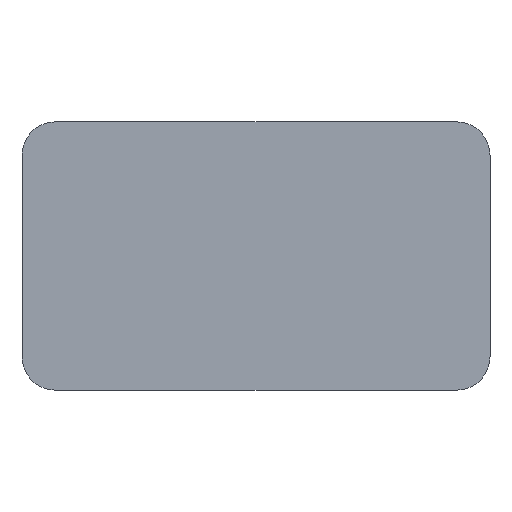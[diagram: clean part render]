
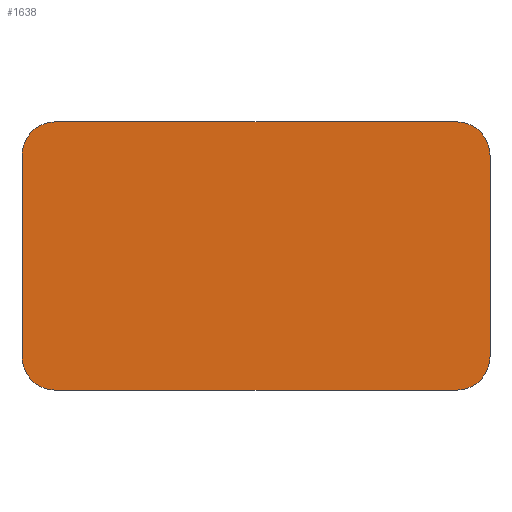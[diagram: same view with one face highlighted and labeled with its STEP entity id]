
A CAD part, front view. The second image highlights one B-rep face of the part: STEP entity #1638.
In plain terms, the highlighted planar face has unit normal (0, -1, 0).
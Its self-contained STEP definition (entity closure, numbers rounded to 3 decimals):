
#5 = VERTEX_POINT ( 'NONE', #1592 ) ;
#15 = EDGE_CURVE ( 'NONE', #5430, #3260, #2390, .T. ) ;
#36 = VECTOR ( 'NONE', #4496, 1000. ) ;
#95 = EDGE_CURVE ( 'NONE', #1510, #3260, #4638, .T. ) ;
#157 = LINE ( 'NONE', #5392, #5600 ) ;
#197 = LINE ( 'NONE', #5730, #4400 ) ;
#281 = CARTESIAN_POINT ( 'NONE',  ( -13.7, -7.412, -6. ) ) ;
#362 = VERTEX_POINT ( 'NONE', #2547 ) ;
#402 = DIRECTION ( 'NONE',  ( 0., -1., 0. ) ) ;
#628 = EDGE_CURVE ( 'NONE', #5430, #1428, #3868, .T. ) ;
#804 = CIRCLE ( 'NONE', #3625, 2. ) ;
#853 = ORIENTED_EDGE ( 'NONE', *, *, #15, .F. ) ;
#925 = DIRECTION ( 'NONE',  ( 1., 0., 0. ) ) ;
#1012 = AXIS2_PLACEMENT_3D ( 'NONE', #2144, #2623, #5987 ) ;
#1058 = ORIENTED_EDGE ( 'NONE', *, *, #2213, .T. ) ;
#1191 = DIRECTION ( 'NONE',  ( 0., -1., 0. ) ) ;
#1277 = EDGE_LOOP ( 'NONE', ( #5515, #4981, #3007, #3137, #853, #6031, #1058, #3653 ) ) ;
#1428 = VERTEX_POINT ( 'NONE', #4629 ) ;
#1510 = VERTEX_POINT ( 'NONE', #2266 ) ;
#1592 = CARTESIAN_POINT ( 'NONE',  ( -15.7, -7.412, -6. ) ) ;
#1638 = ADVANCED_FACE ( 'NONE', ( #1916 ), #4237, .F. ) ;
#1825 = DIRECTION ( 'NONE',  ( 0., 0., 1. ) ) ;
#1916 = FACE_OUTER_BOUND ( 'NONE', #1277, .T. ) ;
#2141 = DIRECTION ( 'NONE',  ( 0., 0., 1. ) ) ;
#2144 = CARTESIAN_POINT ( 'NONE',  ( 10.199, -7.412, 6. ) ) ;
#2213 = EDGE_CURVE ( 'NONE', #1428, #5, #157, .T. ) ;
#2238 = VECTOR ( 'NONE', #3837, 1000. ) ;
#2266 = CARTESIAN_POINT ( 'NONE',  ( 12.199, -7.412, 6. ) ) ;
#2286 = DIRECTION ( 'NONE',  ( 0., 0., 1. ) ) ;
#2390 = LINE ( 'NONE', #3037, #36 ) ;
#2420 = EDGE_CURVE ( 'NONE', #1510, #362, #3562, .T. ) ;
#2547 = CARTESIAN_POINT ( 'NONE',  ( 12.199, -7.412, -6. ) ) ;
#2623 = DIRECTION ( 'NONE',  ( 0., -1., 0. ) ) ;
#2741 = CARTESIAN_POINT ( 'NONE',  ( -15.7, -7.412, 8. ) ) ;
#2744 = CIRCLE ( 'NONE', #4918, 2. ) ;
#2782 = VERTEX_POINT ( 'NONE', #6002 ) ;
#2804 = CARTESIAN_POINT ( 'NONE',  ( -13.7, -7.412, 6. ) ) ;
#2811 = VERTEX_POINT ( 'NONE', #3564 ) ;
#2917 = AXIS2_PLACEMENT_3D ( 'NONE', #2804, #402, #2286 ) ;
#3007 = ORIENTED_EDGE ( 'NONE', *, *, #2420, .F. ) ;
#3037 = CARTESIAN_POINT ( 'NONE',  ( -15.7, -7.412, 8. ) ) ;
#3083 = EDGE_CURVE ( 'NONE', #2782, #362, #804, .T. ) ;
#3137 = ORIENTED_EDGE ( 'NONE', *, *, #95, .T. ) ;
#3260 = VERTEX_POINT ( 'NONE', #5211 ) ;
#3562 = LINE ( 'NONE', #5303, #2238 ) ;
#3564 = CARTESIAN_POINT ( 'NONE',  ( -13.7, -7.412, -8. ) ) ;
#3625 = AXIS2_PLACEMENT_3D ( 'NONE', #4123, #1191, #2141 ) ;
#3653 = ORIENTED_EDGE ( 'NONE', *, *, #6084, .T. ) ;
#3837 = DIRECTION ( 'NONE',  ( 0., 0., -1. ) ) ;
#3868 = CIRCLE ( 'NONE', #2917, 2. ) ;
#4123 = CARTESIAN_POINT ( 'NONE',  ( 10.199, -7.412, -6. ) ) ;
#4136 = AXIS2_PLACEMENT_3D ( 'NONE', #2741, #5618, #1825 ) ;
#4237 = PLANE ( 'NONE',  #4136 ) ;
#4400 = VECTOR ( 'NONE', #925, 1000. ) ;
#4496 = DIRECTION ( 'NONE',  ( 1., 0., 0. ) ) ;
#4629 = CARTESIAN_POINT ( 'NONE',  ( -15.7, -7.412, 6. ) ) ;
#4638 = CIRCLE ( 'NONE', #1012, 2. ) ;
#4918 = AXIS2_PLACEMENT_3D ( 'NONE', #281, #5991, #5497 ) ;
#4929 = DIRECTION ( 'NONE',  ( 0., 0., -1. ) ) ;
#4981 = ORIENTED_EDGE ( 'NONE', *, *, #3083, .T. ) ;
#5158 = EDGE_CURVE ( 'NONE', #2811, #2782, #197, .T. ) ;
#5211 = CARTESIAN_POINT ( 'NONE',  ( 10.199, -7.412, 8. ) ) ;
#5303 = CARTESIAN_POINT ( 'NONE',  ( 12.199, -7.412, 8. ) ) ;
#5376 = CARTESIAN_POINT ( 'NONE',  ( -13.7, -7.412, 8. ) ) ;
#5392 = CARTESIAN_POINT ( 'NONE',  ( -15.7, -7.412, 8. ) ) ;
#5430 = VERTEX_POINT ( 'NONE', #5376 ) ;
#5497 = DIRECTION ( 'NONE',  ( 0., 0., 1. ) ) ;
#5515 = ORIENTED_EDGE ( 'NONE', *, *, #5158, .T. ) ;
#5600 = VECTOR ( 'NONE', #4929, 1000. ) ;
#5618 = DIRECTION ( 'NONE',  ( 0., 1., 0. ) ) ;
#5730 = CARTESIAN_POINT ( 'NONE',  ( -15.7, -7.412, -8. ) ) ;
#5987 = DIRECTION ( 'NONE',  ( 0., 0., 1. ) ) ;
#5991 = DIRECTION ( 'NONE',  ( 0., -1., 0. ) ) ;
#6002 = CARTESIAN_POINT ( 'NONE',  ( 10.199, -7.412, -8. ) ) ;
#6031 = ORIENTED_EDGE ( 'NONE', *, *, #628, .T. ) ;
#6084 = EDGE_CURVE ( 'NONE', #5, #2811, #2744, .T. ) ;
